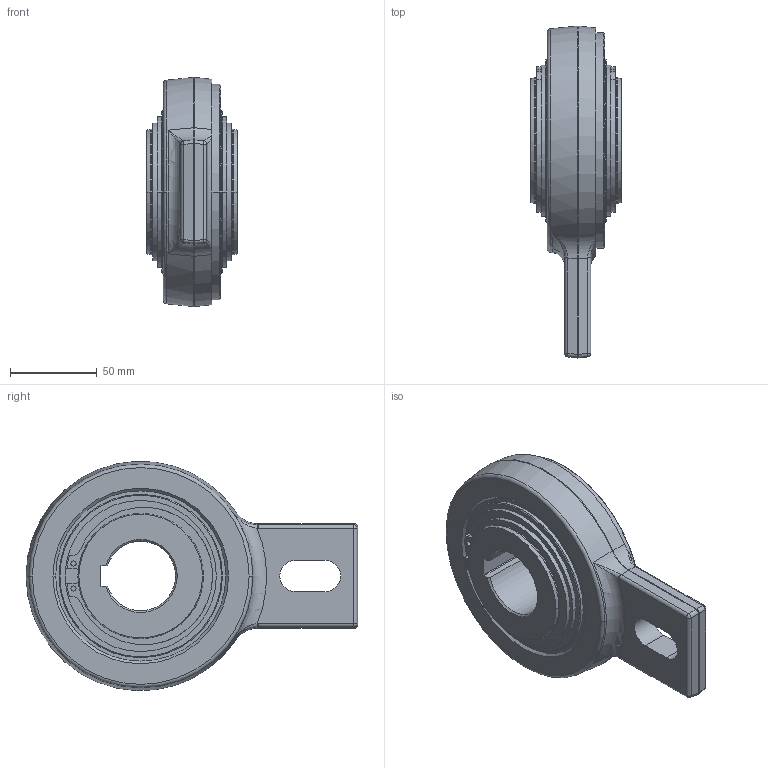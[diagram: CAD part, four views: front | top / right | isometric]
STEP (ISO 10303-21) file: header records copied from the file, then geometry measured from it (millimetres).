
FILE_DESCRIPTION((''),'2;1');
FILE_NAME('_CGS_TEMP_IGS','2023-05-19T',('SYSTEM'),(''),'PRO/ENGINEER BY PARAMETRIC TECHNOLOGY CORPORATION, 2016360','PRO/ENGINEER BY PARAMETRIC TECHNOLOGY CORPORATION, 2016360','');
FILE_SCHEMA(('AUTOMOTIVE_DESIGN { 1 0 10303 214 1 1 1 1 }'));
Length unit declared in the file: inch
Products named in the file (1): _CGS_TEMP_IGS
Bounding box: 52 x 190.98 x 131.86 mm (x, y, z)
Volume: 485742.6 mm3; surface area: 120192.8 mm2
Topology: 1 solids, 5 shells, 1032 faces, 3025 edges, 1888 vertices
Faces by surface type: plane 746, cylinder 214, cone 35, torus 21, bspline 10, sphere 6
Entity records: 35621 total; most frequent: CARTESIAN_POINT 6664, DIRECTION 6281, ORIENTED_EDGE 6038, EDGE_CURVE 3019, AXIS2_PLACEMENT_3D 2339, VERTEX_POINT 1888, VECTOR 1603, LINE 1603
